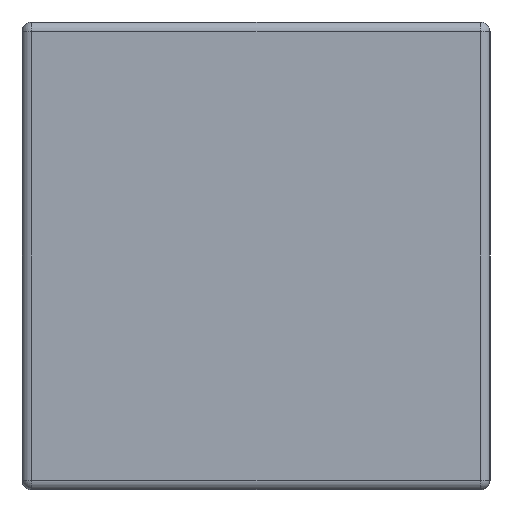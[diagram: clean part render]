
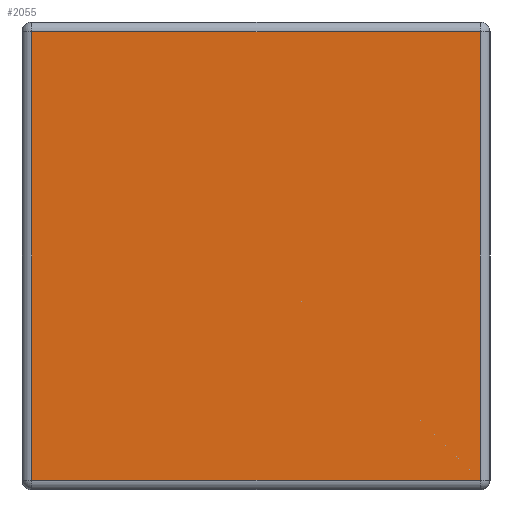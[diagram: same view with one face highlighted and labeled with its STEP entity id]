
A CAD part, left-side view. The second image highlights one B-rep face of the part: STEP entity #2055.
In plain terms, the highlighted planar face has unit normal (-1, 0, 0).
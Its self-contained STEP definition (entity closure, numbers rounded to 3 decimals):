
#54 = DIRECTION ( 'NONE',  ( 0., -1., 0. ) ) ;
#130 = EDGE_CURVE ( 'NONE', #1808, #1744, #496, .T. ) ;
#162 = ORIENTED_EDGE ( 'NONE', *, *, #970, .T. ) ;
#221 = PLANE ( 'NONE',  #3286 ) ;
#258 = VECTOR ( 'NONE', #1935, 1000. ) ;
#330 = ORIENTED_EDGE ( 'NONE', *, *, #1269, .T. ) ;
#496 = LINE ( 'NONE', #3544, #3602 ) ;
#970 = EDGE_CURVE ( 'NONE', #4353, #4137, #1099, .T. ) ;
#1086 = CARTESIAN_POINT ( 'NONE',  ( 0., 0.02, -0.93 ) ) ;
#1095 = CARTESIAN_POINT ( 'NONE',  ( 0., 0.93, -0.02 ) ) ;
#1099 = LINE ( 'NONE', #4406, #258 ) ;
#1135 = CARTESIAN_POINT ( 'NONE',  ( 0., 0.95, -0.02 ) ) ;
#1269 = EDGE_CURVE ( 'NONE', #4137, #1808, #4284, .T. ) ;
#1423 = CARTESIAN_POINT ( 'NONE',  ( 0., 0., -0.93 ) ) ;
#1459 = EDGE_LOOP ( 'NONE', ( #330, #4248, #3152, #162 ) ) ;
#1624 = DIRECTION ( 'NONE',  ( -1., 0., 0. ) ) ;
#1744 = VERTEX_POINT ( 'NONE', #2079 ) ;
#1777 = CARTESIAN_POINT ( 'NONE',  ( 0., 0.93, -0.93 ) ) ;
#1808 = VERTEX_POINT ( 'NONE', #1086 ) ;
#1921 = DIRECTION ( 'NONE',  ( 0., 0., 1. ) ) ;
#1935 = DIRECTION ( 'NONE',  ( 0., 0., -1. ) ) ;
#2055 = ADVANCED_FACE ( 'NONE', ( #2716 ), #221, .T. ) ;
#2079 = CARTESIAN_POINT ( 'NONE',  ( 0., 0.02, -0.02 ) ) ;
#2226 = LINE ( 'NONE', #1135, #3128 ) ;
#2567 = DIRECTION ( 'NONE',  ( 0., 1., 0. ) ) ;
#2716 = FACE_OUTER_BOUND ( 'NONE', #1459, .T. ) ;
#3055 = DIRECTION ( 'NONE',  ( 0., 0., 1. ) ) ;
#3128 = VECTOR ( 'NONE', #2567, 1000. ) ;
#3152 = ORIENTED_EDGE ( 'NONE', *, *, #4507, .T. ) ;
#3215 = VECTOR ( 'NONE', #54, 1000. ) ;
#3286 = AXIS2_PLACEMENT_3D ( 'NONE', #3351, #1624, #3055 ) ;
#3351 = CARTESIAN_POINT ( 'NONE',  ( 0., 0., 0. ) ) ;
#3544 = CARTESIAN_POINT ( 'NONE',  ( 0., 0.02, 0. ) ) ;
#3602 = VECTOR ( 'NONE', #1921, 1000. ) ;
#4137 = VERTEX_POINT ( 'NONE', #1777 ) ;
#4248 = ORIENTED_EDGE ( 'NONE', *, *, #130, .T. ) ;
#4284 = LINE ( 'NONE', #1423, #3215 ) ;
#4353 = VERTEX_POINT ( 'NONE', #1095 ) ;
#4406 = CARTESIAN_POINT ( 'NONE',  ( 0., 0.93, -0.95 ) ) ;
#4507 = EDGE_CURVE ( 'NONE', #1744, #4353, #2226, .T. ) ;
